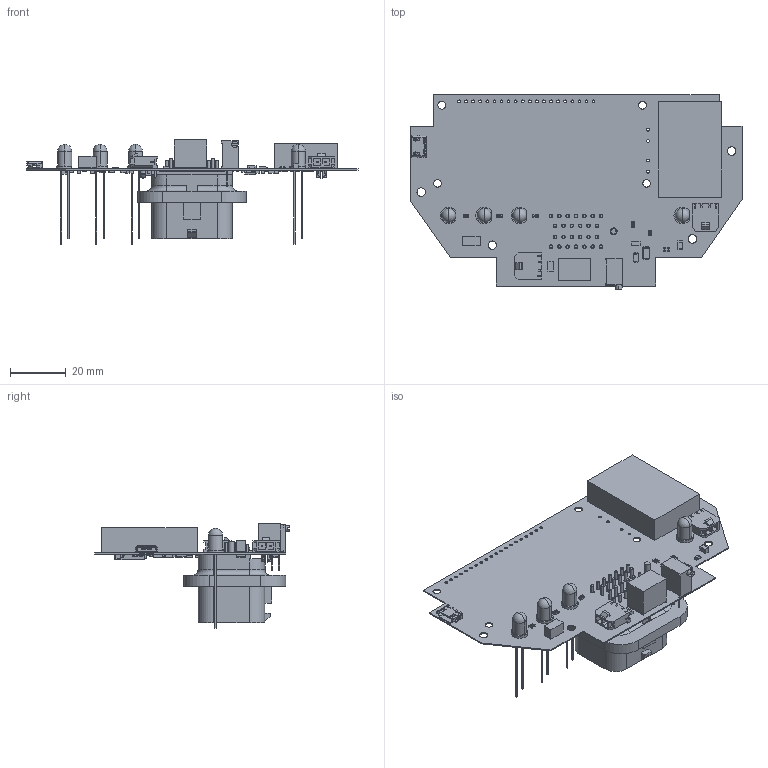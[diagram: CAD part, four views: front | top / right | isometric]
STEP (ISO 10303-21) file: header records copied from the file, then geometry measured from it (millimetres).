
FILE_DESCRIPTION(('Open CASCADE Model'),'2;1');
FILE_NAME('Open CASCADE Shape Model','2018-11-29T16:54:24',('Author'),( 'Open CASCADE'),'Open CASCADE STEP processor 6.8','Open CASCADE 6.8' ,'Unknown');
FILE_SCHEMA(('AUTOMOTIVE_DESIGN { 1 0 10303 214 1 1 1 1 }'));
Length unit declared in the file: millimetre
Products named in the file (142): PCB; Board; P2; 3299X; X3; 436500200_RGB6710886; Open CASCADE STEP translator 6.8 2.3.1.1; Open CASCADE STEP translator 6.8 2.3.1.2; X2; X1; c-6437288-6-d-3d; U5; 6377974912; Extruded; U4; 6377974720; U3; 6377975488; 6377975680; U2; 6377974528; U1; 6373036992; Open_CASCADE_STEP_translator_6.8_1.1; Body; Open_CASCADE_STEP_translator_6.8_1.2.1; Leader; T12; 6377974144; T11; 6377975104; T10; T9; T8; T7; T6; T5; T4; T3; T2 ...
Assembly tree (217 placements, depth 5):
  PCB
    Board
    P2
      3299X
    X3
      436500200_RGB6710886
        Open CASCADE STEP translator 6.8 2.3.1.1
        Open CASCADE STEP translator 6.8 2.3.1.2
    X2
      436500200_RGB6710886
        Open CASCADE STEP translator 6.8 2.3.1.1
        Open CASCADE STEP translator 6.8 2.3.1.2
    X1
      c-6437288-6-d-3d
    U5
      6377974912
        Extruded
    U4
      6377974720
        Extruded
    U3
      6377975488
        Extruded
      6377975680  x2
        Extruded
    U2
      6377974528
        Extruded
    U1
      6373036992
        Open_CASCADE_STEP_translator_6.8_1.1
        Body
          Open_CASCADE_STEP_translator_6.8_1.2.1
        Leader  x8
    T12
      6377974144
        Extruded
    T11
      6377975104
        Extruded
    T10
      6377975104
        Extruded
    T9
      6377975104
        Extruded
    T8
      6377975104
        Extruded
    T7
      6377975104
        Extruded
    T6
      6377975104
        Extruded
    T5
      6377975104
        Extruded
    T4
      6377975104
Bounding box: 119.09 x 69.79 x 37.4 mm (x, y, z)
Volume: 22863.6 mm3; surface area: 30862 mm2
Topology: 153 solids, 154 shells, 4582 faces, 13141 edges, 8991 vertices
Faces by surface type: plane 3430, cylinder 838, sphere 274, bspline 20, cone 16, torus 4
Full cylindrical faces by diameter (mm): 0.5 x1, 0.51 x3, 0.9 x14, 0.98 x8, 1 x29, 1.02 x4, 1.3 x26, 2.5 x1, 2.75 x4, 3 x2, 3.048 x4
Entity records: 59885 total; most frequent: CARTESIAN_POINT 11110, DIRECTION 9051, ORIENTED_EDGE 8705, EDGE_CURVE 4353, LINE 3249, VECTOR 3249, AXIS2_PLACEMENT_3D 2901, VERTEX_POINT 2804
